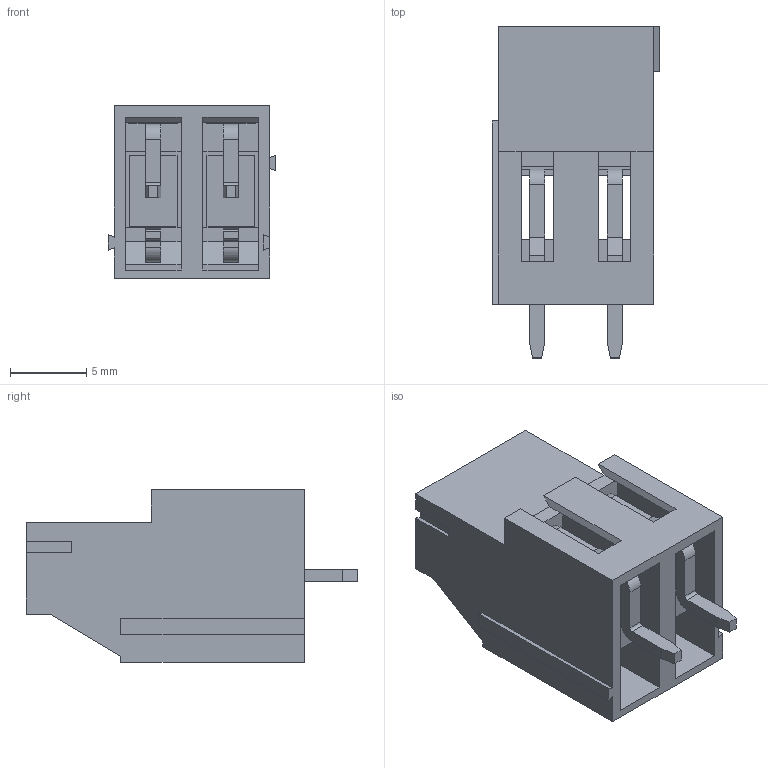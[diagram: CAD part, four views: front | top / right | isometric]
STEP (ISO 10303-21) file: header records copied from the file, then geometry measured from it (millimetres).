
FILE_DESCRIPTION (( 'STEP AP214' ), '1' );
FILE_NAME ('TB010-508-02BE.STEP', '2022-03-22T11:22:32', ( '' ), ( '' ), 'SwSTEP 2.0', 'SolidWorks 2018', '' );
FILE_SCHEMA (( 'AUTOMOTIVE_DESIGN' ));
Length unit declared in the file: millimetre
Products named in the file (1): TB010-508-02BE
Bounding box: 10.96 x 21.7 x 11.3 mm (x, y, z)
Volume: 1025.7 mm3; surface area: 2610.6 mm2
Topology: 7 solids, 7 shells, 381 faces, 1067 edges, 696 vertices
Faces by surface type: plane 219, cylinder 130, cone 16, torus 10, bspline 6
Entity records: 21484 total; most frequent: CARTESIAN_POINT 7863, ORIENTED_EDGE 2134, DIRECTION 1741, EDGE_CURVE 1067, VECTOR 733, LINE 733, VERTEX_POINT 696, AXIS2_PLACEMENT_3D 504
